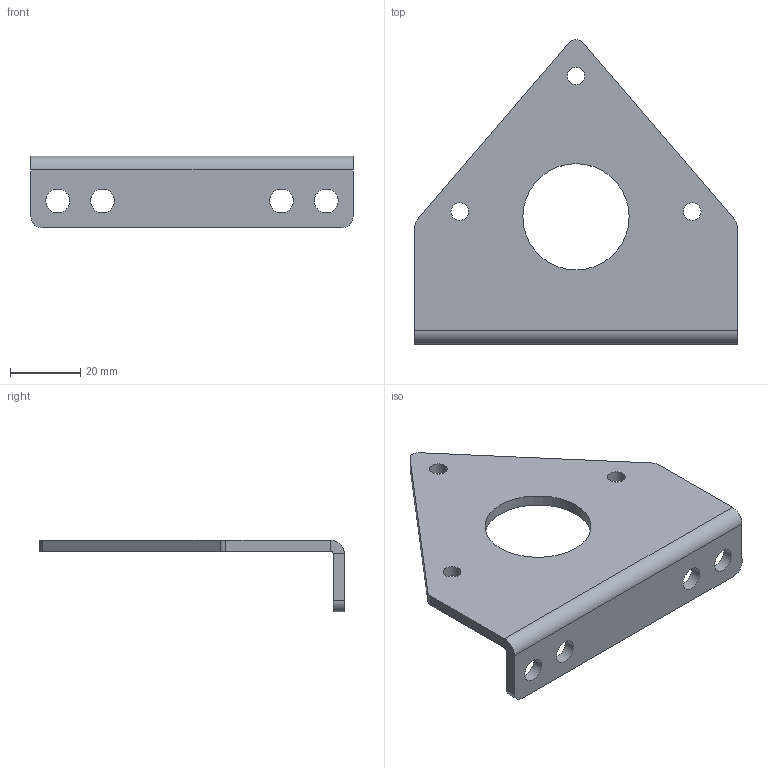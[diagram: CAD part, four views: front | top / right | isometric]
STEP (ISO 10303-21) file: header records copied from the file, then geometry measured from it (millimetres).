
FILE_DESCRIPTION (( 'STEP AP214' ), '1' );
FILE_NAME ('am-2373 Snow Blower Motor Mount.STEP', '2018-11-15T16:19:16', ( '' ), ( '' ), 'SwSTEP 2.0', 'SolidWorks 2018', '' );
FILE_SCHEMA (( 'AUTOMOTIVE_DESIGN' ));
Length unit declared in the file: inch
Products named in the file (1): am-2373 Snow Blower Motor Mount
Bounding box: 91.4 x 86.53 x 20.32 mm (x, y, z)
Volume: 19524.1 mm3; surface area: 14063 mm2
Topology: 1 solids, 1 shells, 28 faces, 74 edges, 48 vertices
Faces by surface type: cylinder 15, plane 13
Full cylindrical faces by diameter (mm): 5 x3, 6.756 x4, 30.175 x1
Entity records: 872 total; most frequent: DIRECTION 150, CARTESIAN_POINT 135, ORIENTED_EDGE 124, EDGE_CURVE 62, AXIS2_PLACEMENT_3D 59, EDGE_LOOP 52, VERTEX_POINT 44, FACE_OUTER_BOUND 36
